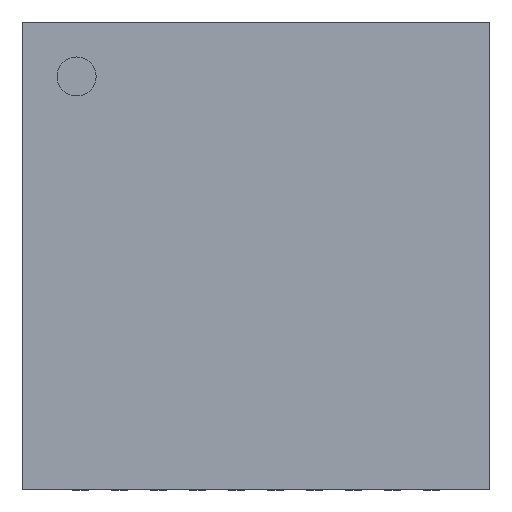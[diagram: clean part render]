
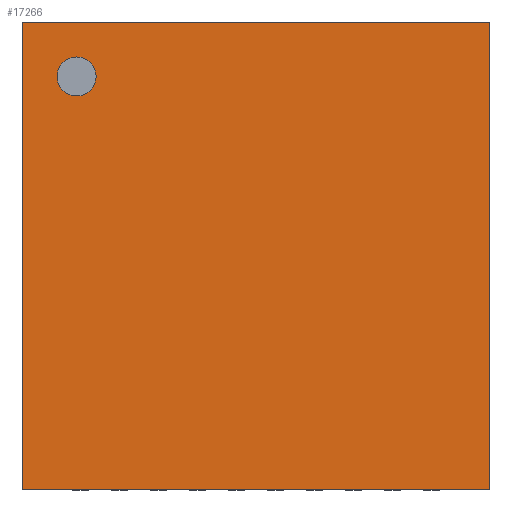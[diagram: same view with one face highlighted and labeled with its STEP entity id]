
A CAD part, top view. The second image highlights one B-rep face of the part: STEP entity #17266.
In plain terms, the highlighted planar face has unit normal (0, 0, 1).
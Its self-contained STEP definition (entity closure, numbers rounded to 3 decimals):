
#214 = PLANE('',#215);
#215 = AXIS2_PLACEMENT_3D('',#216,#217,#218);
#216 = CARTESIAN_POINT('',(-2.99,2.99,0.03));
#217 = DIRECTION('',(0.,-1.,0.));
#218 = DIRECTION('',(0.,0.,1.));
#491 = PLANE('',#492);
#492 = AXIS2_PLACEMENT_3D('',#493,#494,#495);
#493 = CARTESIAN_POINT('',(-2.99,2.99,0.03));
#494 = DIRECTION('',(1.,0.,0.));
#495 = DIRECTION('',(0.,0.,1.));
#1619 = PLANE('',#1620);
#1620 = AXIS2_PLACEMENT_3D('',#1621,#1622,#1623);
#1621 = CARTESIAN_POINT('',(-2.99,-2.99,0.03));
#1622 = DIRECTION('',(0.,-1.,0.));
#1623 = DIRECTION('',(0.,0.,1.));
#2747 = PLANE('',#2748);
#2748 = AXIS2_PLACEMENT_3D('',#2749,#2750,#2751);
#2749 = CARTESIAN_POINT('',(2.99,2.99,0.03));
#2750 = DIRECTION('',(1.,0.,0.));
#2751 = DIRECTION('',(0.,0.,1.));
#5011 = EDGE_CURVE('',#5012,#5014,#5016,.T.);
#5012 = VERTEX_POINT('',#5013);
#5013 = CARTESIAN_POINT('',(-2.99,2.99,1.01));
#5014 = VERTEX_POINT('',#5015);
#5015 = CARTESIAN_POINT('',(2.99,2.99,1.01));
#5016 = SURFACE_CURVE('',#5017,(#5021,#5028),.PCURVE_S1.);
#5017 = LINE('',#5018,#5019);
#5018 = CARTESIAN_POINT('',(-2.99,2.99,1.01));
#5019 = VECTOR('',#5020,1.);
#5020 = DIRECTION('',(1.,0.,0.));
#5021 = PCURVE('',#214,#5022);
#5022 = DEFINITIONAL_REPRESENTATION('',(#5023),#5027);
#5023 = LINE('',#5024,#5025);
#5024 = CARTESIAN_POINT('',(0.98,0.));
#5025 = VECTOR('',#5026,1.);
#5026 = DIRECTION('',(0.,-1.));
#5027 = ( GEOMETRIC_REPRESENTATION_CONTEXT(2) 
PARAMETRIC_REPRESENTATION_CONTEXT() REPRESENTATION_CONTEXT('2D SPACE',''
  ) );
#5028 = PCURVE('',#5029,#5034);
#5029 = PLANE('',#5030);
#5030 = AXIS2_PLACEMENT_3D('',#5031,#5032,#5033);
#5031 = CARTESIAN_POINT('',(-2.99,2.99,1.01));
#5032 = DIRECTION('',(0.,0.,1.));
#5033 = DIRECTION('',(0.,-1.,0.));
#5034 = DEFINITIONAL_REPRESENTATION('',(#5035),#5039);
#5035 = LINE('',#5036,#5037);
#5036 = CARTESIAN_POINT('',(0.,0.));
#5037 = VECTOR('',#5038,1.);
#5038 = DIRECTION('',(0.,1.));
#5039 = ( GEOMETRIC_REPRESENTATION_CONTEXT(2) 
PARAMETRIC_REPRESENTATION_CONTEXT() REPRESENTATION_CONTEXT('2D SPACE',''
  ) );
#5749 = EDGE_CURVE('',#5012,#5750,#5752,.T.);
#5750 = VERTEX_POINT('',#5751);
#5751 = CARTESIAN_POINT('',(-2.99,-2.99,1.01));
#5752 = SURFACE_CURVE('',#5753,(#5757,#5764),.PCURVE_S1.);
#5753 = LINE('',#5754,#5755);
#5754 = CARTESIAN_POINT('',(-2.99,2.99,1.01));
#5755 = VECTOR('',#5756,1.);
#5756 = DIRECTION('',(0.,-1.,0.));
#5757 = PCURVE('',#491,#5758);
#5758 = DEFINITIONAL_REPRESENTATION('',(#5759),#5763);
#5759 = LINE('',#5760,#5761);
#5760 = CARTESIAN_POINT('',(0.98,0.));
#5761 = VECTOR('',#5762,1.);
#5762 = DIRECTION('',(0.,1.));
#5763 = ( GEOMETRIC_REPRESENTATION_CONTEXT(2) 
PARAMETRIC_REPRESENTATION_CONTEXT() REPRESENTATION_CONTEXT('2D SPACE',''
  ) );
#5764 = PCURVE('',#5029,#5765);
#5765 = DEFINITIONAL_REPRESENTATION('',(#5766),#5770);
#5766 = LINE('',#5767,#5768);
#5767 = CARTESIAN_POINT('',(0.,0.));
#5768 = VECTOR('',#5769,1.);
#5769 = DIRECTION('',(1.,0.));
#5770 = ( GEOMETRIC_REPRESENTATION_CONTEXT(2) 
PARAMETRIC_REPRESENTATION_CONTEXT() REPRESENTATION_CONTEXT('2D SPACE',''
  ) );
#10906 = EDGE_CURVE('',#5014,#10907,#10909,.T.);
#10907 = VERTEX_POINT('',#10908);
#10908 = CARTESIAN_POINT('',(2.99,-2.99,1.01));
#10909 = SURFACE_CURVE('',#10910,(#10914,#10921),.PCURVE_S1.);
#10910 = LINE('',#10911,#10912);
#10911 = CARTESIAN_POINT('',(2.99,2.99,1.01));
#10912 = VECTOR('',#10913,1.);
#10913 = DIRECTION('',(0.,-1.,0.));
#10914 = PCURVE('',#2747,#10915);
#10915 = DEFINITIONAL_REPRESENTATION('',(#10916),#10920);
#10916 = LINE('',#10917,#10918);
#10917 = CARTESIAN_POINT('',(0.98,0.));
#10918 = VECTOR('',#10919,1.);
#10919 = DIRECTION('',(0.,1.));
#10920 = ( GEOMETRIC_REPRESENTATION_CONTEXT(2) 
PARAMETRIC_REPRESENTATION_CONTEXT() REPRESENTATION_CONTEXT('2D SPACE',''
  ) );
#10921 = PCURVE('',#5029,#10922);
#10922 = DEFINITIONAL_REPRESENTATION('',(#10923),#10927);
#10923 = LINE('',#10924,#10925);
#10924 = CARTESIAN_POINT('',(0.,5.98));
#10925 = VECTOR('',#10926,1.);
#10926 = DIRECTION('',(1.,0.));
#10927 = ( GEOMETRIC_REPRESENTATION_CONTEXT(2) 
PARAMETRIC_REPRESENTATION_CONTEXT() REPRESENTATION_CONTEXT('2D SPACE',''
  ) );
#11653 = EDGE_CURVE('',#5750,#10907,#11654,.T.);
#11654 = SURFACE_CURVE('',#11655,(#11659,#11666),.PCURVE_S1.);
#11655 = LINE('',#11656,#11657);
#11656 = CARTESIAN_POINT('',(-2.99,-2.99,1.01));
#11657 = VECTOR('',#11658,1.);
#11658 = DIRECTION('',(1.,0.,0.));
#11659 = PCURVE('',#1619,#11660);
#11660 = DEFINITIONAL_REPRESENTATION('',(#11661),#11665);
#11661 = LINE('',#11662,#11663);
#11662 = CARTESIAN_POINT('',(0.98,0.));
#11663 = VECTOR('',#11664,1.);
#11664 = DIRECTION('',(0.,-1.));
#11665 = ( GEOMETRIC_REPRESENTATION_CONTEXT(2) 
PARAMETRIC_REPRESENTATION_CONTEXT() REPRESENTATION_CONTEXT('2D SPACE',''
  ) );
#11666 = PCURVE('',#5029,#11667);
#11667 = DEFINITIONAL_REPRESENTATION('',(#11668),#11672);
#11668 = LINE('',#11669,#11670);
#11669 = CARTESIAN_POINT('',(5.98,0.));
#11670 = VECTOR('',#11671,1.);
#11671 = DIRECTION('',(0.,1.));
#11672 = ( GEOMETRIC_REPRESENTATION_CONTEXT(2) 
PARAMETRIC_REPRESENTATION_CONTEXT() REPRESENTATION_CONTEXT('2D SPACE',''
  ) );
#17266 = ADVANCED_FACE('',(#17267,#17273),#5029,.T.);
#17267 = FACE_BOUND('',#17268,.T.);
#17268 = EDGE_LOOP('',(#17269,#17270,#17271,#17272));
#17269 = ORIENTED_EDGE('',*,*,#5011,.F.);
#17270 = ORIENTED_EDGE('',*,*,#5749,.T.);
#17271 = ORIENTED_EDGE('',*,*,#11653,.T.);
#17272 = ORIENTED_EDGE('',*,*,#10906,.F.);
#17273 = FACE_BOUND('',#17274,.T.);
#17274 = EDGE_LOOP('',(#17275));
#17275 = ORIENTED_EDGE('',*,*,#17276,.F.);
#17276 = EDGE_CURVE('',#17277,#17277,#17279,.T.);
#17277 = VERTEX_POINT('',#17278);
#17278 = CARTESIAN_POINT('',(-2.3,2.05,1.01));
#17279 = SURFACE_CURVE('',#17280,(#17285,#17292),.PCURVE_S1.);
#17280 = CIRCLE('',#17281,0.25);
#17281 = AXIS2_PLACEMENT_3D('',#17282,#17283,#17284);
#17282 = CARTESIAN_POINT('',(-2.3,2.3,1.01));
#17283 = DIRECTION('',(0.,0.,1.));
#17284 = DIRECTION('',(0.,-1.,0.));
#17285 = PCURVE('',#5029,#17286);
#17286 = DEFINITIONAL_REPRESENTATION('',(#17287),#17291);
#17287 = CIRCLE('',#17288,0.25);
#17288 = AXIS2_PLACEMENT_2D('',#17289,#17290);
#17289 = CARTESIAN_POINT('',(0.69,0.69));
#17290 = DIRECTION('',(1.,0.));
#17291 = ( GEOMETRIC_REPRESENTATION_CONTEXT(2) 
PARAMETRIC_REPRESENTATION_CONTEXT() REPRESENTATION_CONTEXT('2D SPACE',''
  ) );
#17292 = PCURVE('',#17293,#17298);
#17293 = CYLINDRICAL_SURFACE('',#17294,0.25);
#17294 = AXIS2_PLACEMENT_3D('',#17295,#17296,#17297);
#17295 = CARTESIAN_POINT('',(-2.3,2.3,1.01));
#17296 = DIRECTION('',(0.,0.,-1.));
#17297 = DIRECTION('',(0.,-1.,0.));
#17298 = DEFINITIONAL_REPRESENTATION('',(#17299),#17303);
#17299 = LINE('',#17300,#17301);
#17300 = CARTESIAN_POINT('',(0.,0.));
#17301 = VECTOR('',#17302,1.);
#17302 = DIRECTION('',(-1.,0.));
#17303 = ( GEOMETRIC_REPRESENTATION_CONTEXT(2) 
PARAMETRIC_REPRESENTATION_CONTEXT() REPRESENTATION_CONTEXT('2D SPACE',''
  ) );
